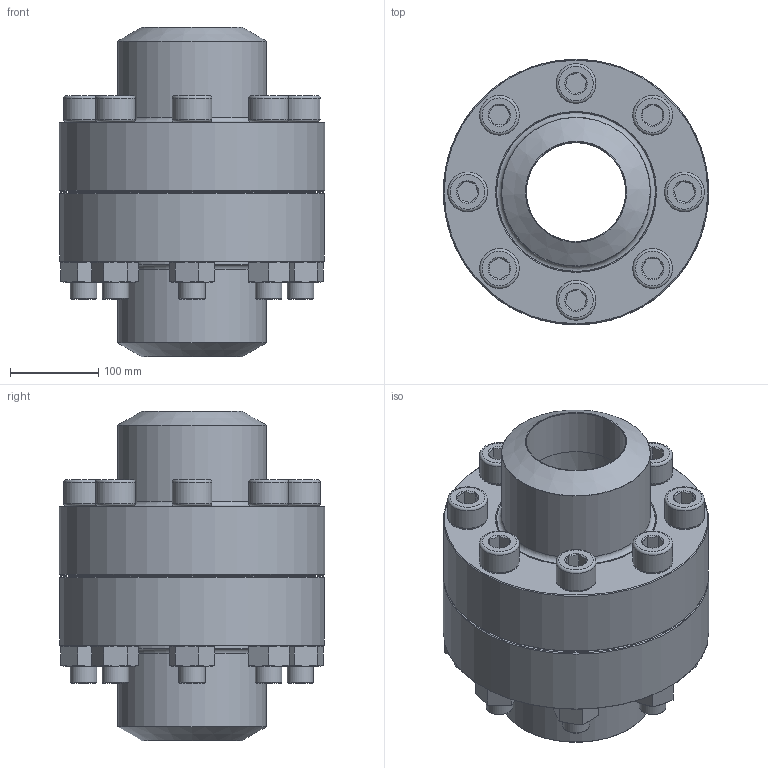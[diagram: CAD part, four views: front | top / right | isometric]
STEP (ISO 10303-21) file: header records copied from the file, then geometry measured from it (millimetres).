
FILE_DESCRIPTION(/* description */ (''),/* implementation_level */ '2;1');
FILE_NAME(/* name */ 'FK125-405.stp',/* time_stamp */ '2023-05-03T11:18:06+02:00',/* author */ (''),/* organization */ (''),/* preprocessor_version */ 'ST-DEVELOPER v16',/* originating_system */ 'SIEMENS PLM Software NX 10.0',/* authorisation */ '');
FILE_SCHEMA (('AUTOMOTIVE_DESIGN { 1 0 10303 214 3 1 1 1 }'));
Length unit declared in the file: millimetre
Products named in the file (7): X-Mutter; X-FK; X-O; X-FA; X-Schraube; X-FKV_rund; FK_rund
Assembly tree (21 placements, depth 2):
  FK_rund
    X-FKV_rund  x2
    X-Schraube  x8
    X-FA
    X-O
    X-FK
    X-Mutter  x8
Bounding box: 300 x 300 x 372 mm (x, y, z)
Volume: 12498605 mm3; surface area: 1227140.9 mm2
Topology: 21 solids, 21 shells, 469 faces, 940 edges, 533 vertices
Faces by surface type: cone 222, plane 158, cylinder 66, torus 23
Full cylindrical faces by diameter (mm): 25.403 x8, 30 x16, 31 x16, 45 x8, 112.3 x2, 118 x2, 147.5 x1, 162.878 x1, 168.3 x2, 179.5 x2, 180 x2, 205 x2, 206 x2, 300 x2
Entity records: 3003 total; most frequent: CARTESIAN_POINT 532, DIRECTION 522, ORIENTED_EDGE 318, AXIS2_PLACEMENT_3D 252, EDGE_LOOP 220, FACE_BOUND 189, EDGE_CURVE 159, VERTEX_POINT 130
